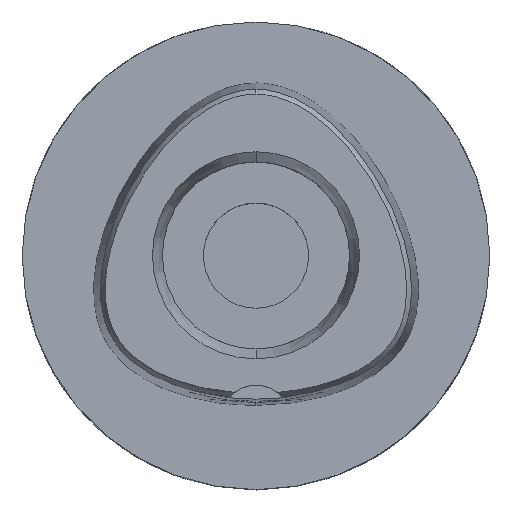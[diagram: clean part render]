
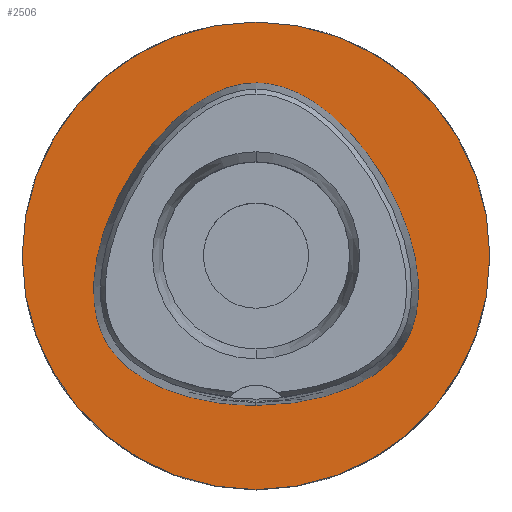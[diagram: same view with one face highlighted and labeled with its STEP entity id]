
A CAD part, top view. The second image highlights one B-rep face of the part: STEP entity #2506.
In plain terms, the highlighted planar face has unit normal (0, 0, 1).
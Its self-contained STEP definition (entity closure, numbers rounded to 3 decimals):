
#280=CARTESIAN_POINT('',(0.,0.,0.));
#281=DIRECTION('',(0.,0.,-1.));
#282=DIRECTION('',(0.,1.,0.));
#283=AXIS2_PLACEMENT_3D('',#280,#281,#282);
#288=CARTESIAN_POINT('',(0.,0.,0.));
#289=DIRECTION('',(0.,0.,-1.));
#290=DIRECTION('',(0.,-1.,0.));
#291=AXIS2_PLACEMENT_3D('',#288,#289,#290);
#296=CARTESIAN_POINT('',(0.,-25.575,0.));
#297=CARTESIAN_POINT('',(1.261,-25.575,0.));
#298=CARTESIAN_POINT('',(3.718,-25.479,
0.));
#299=CARTESIAN_POINT('',(7.242,-25.07,0.));
#300=CARTESIAN_POINT('',(10.502,-24.43,0.));
#301=CARTESIAN_POINT('',(13.42,-23.607,0.));
#302=CARTESIAN_POINT('',(15.972,-22.652,0.));
#303=CARTESIAN_POINT('',(18.174,-21.605,0.));
#304=CARTESIAN_POINT('',(20.061,-20.49,0.));
#305=CARTESIAN_POINT('',(21.657,-19.335,0.));
#306=CARTESIAN_POINT('',(23.012,-18.141,0.));
#307=CARTESIAN_POINT('',(24.145,-16.923,0.));
#308=CARTESIAN_POINT('',(25.099,-15.661,0.));
#309=CARTESIAN_POINT('',(25.894,-14.337,0.));
#310=CARTESIAN_POINT('',(26.544,-12.929,0.));
#311=CARTESIAN_POINT('',(27.072,-11.392,0.));
#312=CARTESIAN_POINT('',(27.471,-9.696,0.));
#313=CARTESIAN_POINT('',(27.728,-7.793,0.));
#314=CARTESIAN_POINT('',(27.812,-5.678,0.));
#315=CARTESIAN_POINT('',(27.693,-3.322,0.));
#316=CARTESIAN_POINT('',(27.33,-0.712,0.));
#317=CARTESIAN_POINT('',(26.682,2.151,0.));
#318=CARTESIAN_POINT('',(25.714,5.237,0.));
#319=CARTESIAN_POINT('',(24.404,8.488,0.));
#320=CARTESIAN_POINT('',(22.765,11.787,0.));
#321=CARTESIAN_POINT('',(20.851,14.996,0.));
#322=CARTESIAN_POINT('',(18.758,17.958,0.));
#323=CARTESIAN_POINT('',(16.579,20.581,0.));
#324=CARTESIAN_POINT('',(14.397,22.816,0.));
#325=CARTESIAN_POINT('',(12.269,24.665,0.));
#326=CARTESIAN_POINT('',(10.227,26.153,0.));
#327=CARTESIAN_POINT('',(8.288,27.319,0.));
#328=CARTESIAN_POINT('',(6.455,28.204,0.));
#329=CARTESIAN_POINT('',(4.718,28.846,0.));
#330=CARTESIAN_POINT('',(3.07,29.278,0.));
#331=CARTESIAN_POINT('',(1.501,29.523,0.));
#332=CARTESIAN_POINT('',(0.493,29.575,
0.));
#333=CARTESIAN_POINT('',(0.,29.575,
0.));
#338=CARTESIAN_POINT('',(0.,29.575,
0.));
#339=CARTESIAN_POINT('',(-0.495,29.575,0.));
#340=CARTESIAN_POINT('',(-1.505,29.523,
0.));
#341=CARTESIAN_POINT('',(-3.077,29.276,0.));
#342=CARTESIAN_POINT('',(-4.726,28.844,0.));
#343=CARTESIAN_POINT('',(-6.468,28.198,0.));
#344=CARTESIAN_POINT('',(-8.301,27.312,0.));
#345=CARTESIAN_POINT('',(-10.244,26.142,0.));
#346=CARTESIAN_POINT('',(-12.288,24.65,0.));
#347=CARTESIAN_POINT('',(-14.419,22.796,0.));
#348=CARTESIAN_POINT('',(-16.603,20.555,0.));
#349=CARTESIAN_POINT('',(-18.78,17.93,0.));
#350=CARTESIAN_POINT('',(-20.875,14.958,0.));
#351=CARTESIAN_POINT('',(-22.784,11.752,0.));
#352=CARTESIAN_POINT('',(-24.42,8.451,0.));
#353=CARTESIAN_POINT('',(-25.725,5.207,0.));
#354=CARTESIAN_POINT('',(-26.689,2.125,0.));
#355=CARTESIAN_POINT('',(-27.333,-0.734,0.));
#356=CARTESIAN_POINT('',(-27.694,-3.337,0.));
#357=CARTESIAN_POINT('',(-27.812,-5.691,0.));
#358=CARTESIAN_POINT('',(-27.727,-7.805,0.));
#359=CARTESIAN_POINT('',(-27.469,-9.709,0.));
#360=CARTESIAN_POINT('',(-27.068,-11.405,0.));
#361=CARTESIAN_POINT('',(-26.539,-12.941,0.));
#362=CARTESIAN_POINT('',(-25.888,-14.346,0.));
#363=CARTESIAN_POINT('',(-25.104,-15.653,0.));
#364=CARTESIAN_POINT('',(-24.158,-16.907,0.));
#365=CARTESIAN_POINT('',(-23.033,-18.12,0.));
#366=CARTESIAN_POINT('',(-21.685,-19.313,0.));
#367=CARTESIAN_POINT('',(-20.082,-20.476,0.));
#368=CARTESIAN_POINT('',(-18.2,-21.591,0.));
#369=CARTESIAN_POINT('',(-15.995,-22.643,0.));
#370=CARTESIAN_POINT('',(-13.441,-23.6,0.));
#371=CARTESIAN_POINT('',(-10.521,-24.425,0.));
#372=CARTESIAN_POINT('',(-7.253,-25.069,0.));
#373=CARTESIAN_POINT('',(-3.721,-25.479,
0.));
#374=CARTESIAN_POINT('',(-1.262,-25.575,0.));
#375=CARTESIAN_POINT('',(0.,-25.575,0.));
#1590=VERTEX_POINT('',#338);
#1591=VERTEX_POINT('',#375);
#1596=CARTESIAN_POINT('',(0.,40.,0.));
#1597=CARTESIAN_POINT('',(0.,-40.,0.));
#1598=VERTEX_POINT('',#1596);
#1599=VERTEX_POINT('',#1597);
#2490=CARTESIAN_POINT('',(0.,0.,0.));
#2491=DIRECTION('',(0.,0.,-1.));
#2492=DIRECTION('',(0.,-1.,0.));
#2493=AXIS2_PLACEMENT_3D('',#2490,#2491,#2492);
#2494=PLANE('',#2493);
#2496=ORIENTED_EDGE('',*,*,#2495,.T.);
#2498=ORIENTED_EDGE('',*,*,#2497,.T.);
#2499=EDGE_LOOP('',(#2496,#2498));
#2500=FACE_OUTER_BOUND('',#2499,.F.);
#2502=ORIENTED_EDGE('',*,*,#2501,.T.);
#2503=ORIENTED_EDGE('',*,*,#2473,.T.);
#2504=EDGE_LOOP('',(#2502,#2503));
#2505=FACE_BOUND('',#2504,.F.);
#284=CIRCLE('',#283,40.);
#292=CIRCLE('',#291,40.);
#334=B_SPLINE_CURVE_WITH_KNOTS('',3,(#296,#297,#298,#299,#300,#301,#302,#303,
#304,#305,#306,#307,#308,#309,#310,#311,#312,#313,#314,#315,#316,#317,#318,#319,
#320,#321,#322,#323,#324,#325,#326,#327,#328,#329,#330,#331,#332,#333),
.UNSPECIFIED.,.F.,.F.,(4,1,1,1,1,1,1,1,1,1,1,1,1,1,1,1,1,1,1,1,1,1,1,1,1,1,1,1,
1,1,1,1,1,1,1,4),(0.,0.029,0.057,0.086,
0.114,0.143,0.171,0.2,0.229,
0.257,0.286,0.314,0.343,
0.371,0.4,0.429,0.457,0.486,
0.514,0.543,0.571,0.6,0.629,
0.657,0.686,0.714,0.743,
0.771,0.8,0.829,0.857,0.886,
0.914,0.943,0.971,1.),.UNSPECIFIED.);
#376=B_SPLINE_CURVE_WITH_KNOTS('',3,(#338,#339,#340,#341,#342,#343,#344,#345,
#346,#347,#348,#349,#350,#351,#352,#353,#354,#355,#356,#357,#358,#359,#360,#361,
#362,#363,#364,#365,#366,#367,#368,#369,#370,#371,#372,#373,#374,#375),
.UNSPECIFIED.,.F.,.F.,(4,1,1,1,1,1,1,1,1,1,1,1,1,1,1,1,1,1,1,1,1,1,1,1,1,1,1,1,
1,1,1,1,1,1,1,4),(0.,0.029,0.057,0.086,
0.114,0.143,0.171,0.2,0.229,
0.257,0.286,0.314,0.343,
0.371,0.4,0.429,0.457,0.486,
0.514,0.543,0.571,0.6,0.629,
0.657,0.686,0.714,0.743,
0.771,0.8,0.829,0.857,0.886,
0.914,0.943,0.971,1.),.UNSPECIFIED.);
#2473=EDGE_CURVE('',#1590,#1591,#376,.T.);
#2495=EDGE_CURVE('',#1598,#1599,#284,.T.);
#2497=EDGE_CURVE('',#1599,#1598,#292,.T.);
#2501=EDGE_CURVE('',#1591,#1590,#334,.T.);
#2506=ADVANCED_FACE('',(#2500,#2505),#2494,.F.);
